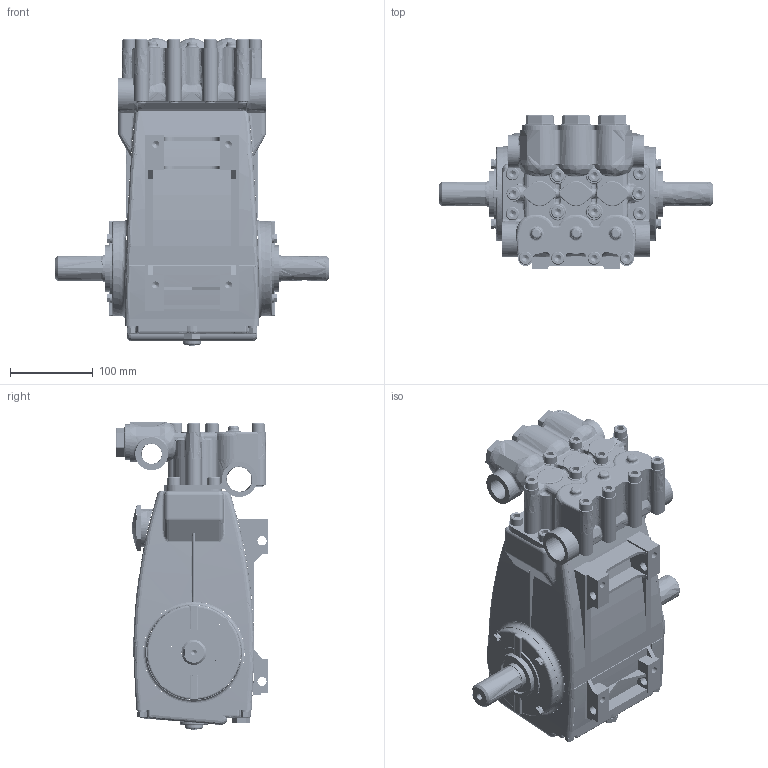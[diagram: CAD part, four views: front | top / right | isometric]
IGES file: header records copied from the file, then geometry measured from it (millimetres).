
Start section: SolidWorks IGES file using analytic representation for surfaces
Global section: file name: 1540.IGS; native system: SolidWorks 2011; preprocessor: SolidWorks 2011; author: SAL; date: 110610.145122; units: inch
Bounding box: 329.95 x 184.46 x 371.58 mm (x, y, z)
Surface area: 503614.9 mm2 (no closed solid volume)
Topology: 0 solids, 0 shells, 2184 faces, 29855 edges, 29755 vertices
Faces by surface type: bspline 1222, revolution 962
